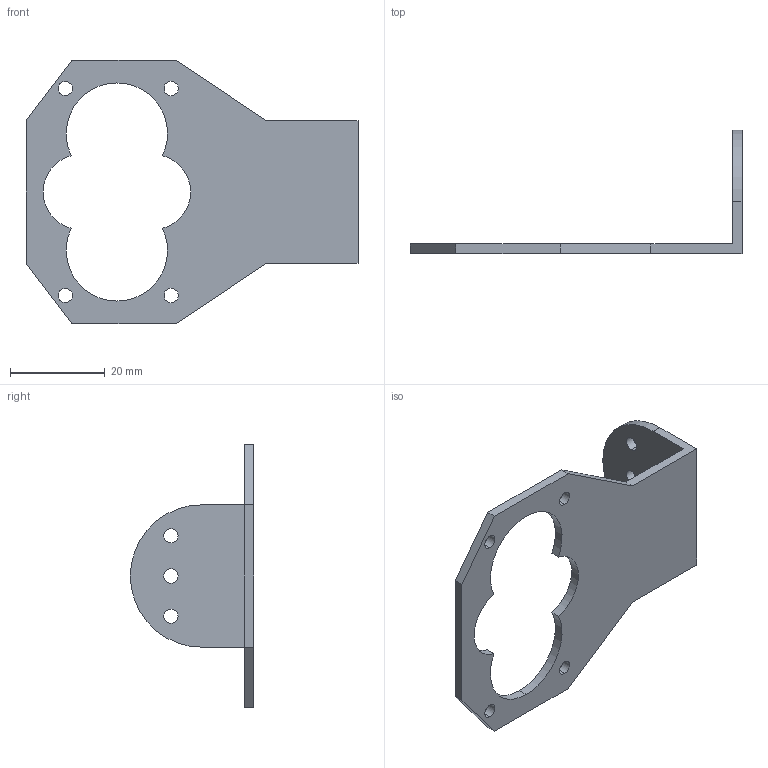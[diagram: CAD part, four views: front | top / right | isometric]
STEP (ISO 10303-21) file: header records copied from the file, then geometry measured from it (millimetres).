
FILE_DESCRIPTION (( 'STEP AP203' ), '1' );
FILE_NAME ('閉汒耀輸盓殤.STEP', '2024-10-25T16:12:52', ( '' ), ( '' ), 'SwSTEP 2.0', 'SolidWorks 2023', '' );
FILE_SCHEMA (( 'CONFIG_CONTROL_DESIGN' ));
Length unit declared in the file: millimetre
Products named in the file (1): 超声模块支架
Bounding box: 70 x 26 x 55.5 mm (x, y, z)
Volume: 5243.1 mm3; surface area: 6142.4 mm2
Topology: 1 solids, 1 shells, 33 faces, 93 edges, 62 vertices
Faces by surface type: cylinder 20, plane 13
Entity records: 1196 total; most frequent: DIRECTION 201, CARTESIAN_POINT 189, ORIENTED_EDGE 186, EDGE_CURVE 93, AXIS2_PLACEMENT_3D 74, VERTEX_POINT 62, LINE 53, VECTOR 53
